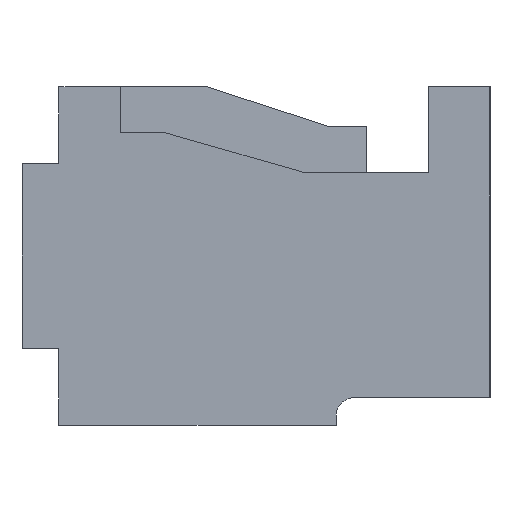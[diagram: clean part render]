
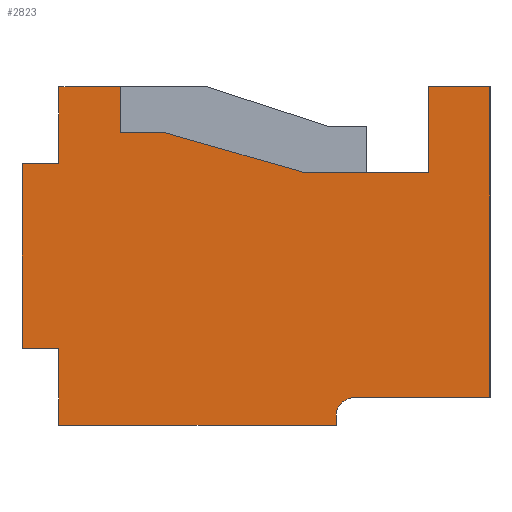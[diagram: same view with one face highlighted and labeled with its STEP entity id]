
A CAD part, left-side view. The second image highlights one B-rep face of the part: STEP entity #2823.
In plain terms, the highlighted planar face has unit normal (-1, 0, 0).
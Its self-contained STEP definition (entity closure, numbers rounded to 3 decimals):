
#13=DIRECTION('',(0.,-1.,0.));
#14=VECTOR('',#13,2.25);
#15=CARTESIAN_POINT('',(-3.2,1.6,-1.375));
#16=LINE('',#15,#14);
#17=DIRECTION('',(0.,0.,1.));
#18=VECTOR('',#17,0.075);
#19=CARTESIAN_POINT('',(-3.2,-0.65,-1.375));
#20=LINE('',#19,#18);
#21=DIRECTION('',(0.,0.,1.));
#22=VECTOR('',#21,0.625);
#23=CARTESIAN_POINT('',(-3.2,1.6,-1.375));
#24=LINE('',#23,#22);
#25=DIRECTION('',(0.,-1.,0.));
#26=VECTOR('',#25,0.3);
#27=CARTESIAN_POINT('',(-3.2,1.9,-0.75));
#28=LINE('',#27,#26);
#29=DIRECTION('',(0.,0.,1.));
#30=VECTOR('',#29,1.5);
#31=CARTESIAN_POINT('',(-3.2,1.9,-0.75));
#32=LINE('',#31,#30);
#33=DIRECTION('',(0.,-1.,0.));
#34=VECTOR('',#33,0.3);
#35=CARTESIAN_POINT('',(-3.2,1.9,0.75));
#36=LINE('',#35,#34);
#37=DIRECTION('',(0.,0.,-1.));
#38=VECTOR('',#37,0.625);
#39=CARTESIAN_POINT('',(-3.2,1.6,1.375));
#40=LINE('',#39,#38);
#41=DIRECTION('',(0.,0.,-1.));
#42=VECTOR('',#41,0.375);
#43=CARTESIAN_POINT('',(-3.2,1.1,1.375));
#44=LINE('',#43,#42);
#45=DIRECTION('',(0.,1.,0.));
#46=VECTOR('',#45,0.367);
#47=CARTESIAN_POINT('',(-3.2,0.733,1.));
#48=LINE('',#47,#46);
#49=DIRECTION('',(0.,0.961,0.276));
#50=VECTOR('',#49,1.179);
#51=CARTESIAN_POINT('',(-3.2,-0.4,0.675));
#52=LINE('',#51,#50);
#53=DIRECTION('',(0.,1.,0.));
#54=VECTOR('',#53,1.);
#55=CARTESIAN_POINT('',(-3.2,-1.4,0.675));
#56=LINE('',#55,#54);
#57=DIRECTION('',(0.,0.,-1.));
#58=VECTOR('',#57,0.7);
#59=CARTESIAN_POINT('',(-3.2,-1.4,1.375));
#60=LINE('',#59,#58);
#61=DIRECTION('',(0.,1.,0.));
#62=VECTOR('',#61,1.1);
#63=CARTESIAN_POINT('',(-3.2,-1.9,-1.15));
#64=LINE('',#63,#62);
#65=CARTESIAN_POINT('',(-3.2,-0.8,-1.3));
#66=DIRECTION('',(1.,0.,0.));
#67=DIRECTION('',(0.,1.,0.));
#68=AXIS2_PLACEMENT_3D('',#65,#66,#67);
#789=DIRECTION('',(0.,0.,1.));
#790=VECTOR('',#789,2.525);
#791=CARTESIAN_POINT('',(-3.2,-1.9,-1.15));
#792=LINE('',#791,#790);
#873=DIRECTION('',(0.,-1.,0.));
#874=VECTOR('',#873,0.5);
#875=CARTESIAN_POINT('',(-3.2,1.6,1.375));
#876=LINE('',#875,#874);
#973=DIRECTION('',(0.,-1.,0.));
#974=VECTOR('',#973,0.5);
#975=CARTESIAN_POINT('',(-3.2,-1.4,1.375));
#976=LINE('',#975,#974);
#2073=CARTESIAN_POINT('',(-3.2,-1.9,1.375));
#2075=VERTEX_POINT('',#2073);
#2077=CARTESIAN_POINT('',(-3.2,1.6,-1.375));
#2079=VERTEX_POINT('',#2077);
#2081=CARTESIAN_POINT('',(-3.2,1.6,1.375));
#2083=VERTEX_POINT('',#2081);
#2085=CARTESIAN_POINT('',(-3.2,1.6,0.75));
#2086=VERTEX_POINT('',#2085);
#2087=CARTESIAN_POINT('',(-3.2,1.9,0.75));
#2088=VERTEX_POINT('',#2087);
#2089=CARTESIAN_POINT('',(-3.2,1.9,-0.75));
#2090=CARTESIAN_POINT('',(-3.2,1.6,-0.75));
#2091=VERTEX_POINT('',#2089);
#2092=VERTEX_POINT('',#2090);
#2135=CARTESIAN_POINT('',(-3.2,-1.4,1.375));
#2136=CARTESIAN_POINT('',(-3.2,-1.4,0.675));
#2137=VERTEX_POINT('',#2135);
#2138=VERTEX_POINT('',#2136);
#2139=CARTESIAN_POINT('',(-3.2,-0.4,0.675));
#2140=VERTEX_POINT('',#2139);
#2141=CARTESIAN_POINT('',(-3.2,0.733,1.));
#2142=VERTEX_POINT('',#2141);
#2143=CARTESIAN_POINT('',(-3.2,1.1,1.));
#2144=VERTEX_POINT('',#2143);
#2145=CARTESIAN_POINT('',(-3.2,1.1,1.375));
#2146=VERTEX_POINT('',#2145);
#2629=CARTESIAN_POINT('',(-3.2,-0.65,-1.375));
#2631=VERTEX_POINT('',#2629);
#2633=CARTESIAN_POINT('',(-3.2,-0.65,-1.3));
#2634=VERTEX_POINT('',#2633);
#2635=CARTESIAN_POINT('',(-3.2,-0.8,-1.15));
#2636=VERTEX_POINT('',#2635);
#2637=CARTESIAN_POINT('',(-3.2,-1.9,-1.15));
#2638=VERTEX_POINT('',#2637);
#2784=CARTESIAN_POINT('',(-3.2,1.9,-1.375));
#2785=DIRECTION('',(-1.,0.,0.));
#2786=DIRECTION('',(0.,-1.,0.));
#2787=AXIS2_PLACEMENT_3D('',#2784,#2785,#2786);
#2788=PLANE('',#2787);
#2789=ORIENTED_EDGE('',*,*,#2775,.F.);
#2790=ORIENTED_EDGE('',*,*,#2764,.F.);
#2792=ORIENTED_EDGE('',*,*,#2791,.T.);
#2794=ORIENTED_EDGE('',*,*,#2793,.F.);
#2796=ORIENTED_EDGE('',*,*,#2795,.T.);
#2798=ORIENTED_EDGE('',*,*,#2797,.T.);
#2800=ORIENTED_EDGE('',*,*,#2799,.F.);
#2802=ORIENTED_EDGE('',*,*,#2801,.T.);
#2804=ORIENTED_EDGE('',*,*,#2803,.T.);
#2806=ORIENTED_EDGE('',*,*,#2805,.F.);
#2808=ORIENTED_EDGE('',*,*,#2807,.F.);
#2810=ORIENTED_EDGE('',*,*,#2809,.F.);
#2812=ORIENTED_EDGE('',*,*,#2811,.F.);
#2814=ORIENTED_EDGE('',*,*,#2813,.T.);
#2816=ORIENTED_EDGE('',*,*,#2815,.F.);
#2818=ORIENTED_EDGE('',*,*,#2817,.T.);
#2820=ORIENTED_EDGE('',*,*,#2819,.F.);
#2821=EDGE_LOOP('',(#2789,#2790,#2792,#2794,#2796,#2798,#2800,#2802,#2804,#2806,
#2808,#2810,#2812,#2814,#2816,#2818,#2820));
#2822=FACE_OUTER_BOUND('',#2821,.F.);
#2823=ADVANCED_FACE('',(#2822),#2788,.T.);
#69=CIRCLE('',#68,0.15);
#2764=EDGE_CURVE('',#2079,#2631,#16,.T.);
#2775=EDGE_CURVE('',#2631,#2634,#20,.T.);
#2791=EDGE_CURVE('',#2079,#2092,#24,.T.);
#2793=EDGE_CURVE('',#2091,#2092,#28,.T.);
#2795=EDGE_CURVE('',#2091,#2088,#32,.T.);
#2797=EDGE_CURVE('',#2088,#2086,#36,.T.);
#2799=EDGE_CURVE('',#2083,#2086,#40,.T.);
#2801=EDGE_CURVE('',#2083,#2146,#876,.T.);
#2803=EDGE_CURVE('',#2146,#2144,#44,.T.);
#2805=EDGE_CURVE('',#2142,#2144,#48,.T.);
#2807=EDGE_CURVE('',#2140,#2142,#52,.T.);
#2809=EDGE_CURVE('',#2138,#2140,#56,.T.);
#2811=EDGE_CURVE('',#2137,#2138,#60,.T.);
#2813=EDGE_CURVE('',#2137,#2075,#976,.T.);
#2815=EDGE_CURVE('',#2638,#2075,#792,.T.);
#2817=EDGE_CURVE('',#2638,#2636,#64,.T.);
#2819=EDGE_CURVE('',#2634,#2636,#69,.T.);
